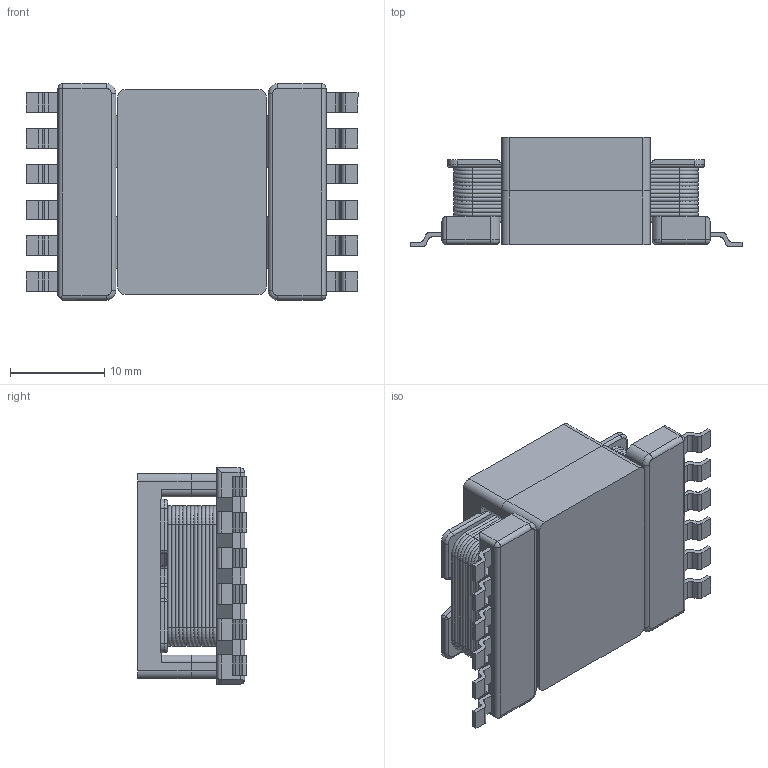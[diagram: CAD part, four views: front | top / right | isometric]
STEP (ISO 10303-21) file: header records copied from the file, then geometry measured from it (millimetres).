
FILE_DESCRIPTION(/* description */ (''),/* implementation_level */ '2;1');
FILE_NAME(/* name */ '55230845-2 Assembly.stp',/* time_stamp */ '2024-03-26T13:48:38+01:00',/* author */ ('mt'),/* organization */ (''),/* preprocessor_version */ 'ST-DEVELOPER v20',/* originating_system */ 'Autodesk Inventor 2024',/* authorisation */ '');
FILE_SCHEMA (('CONFIG_CONTROL_DESIGN'));
Length unit declared in the file: millimetre
Products named in the file (5): 55230845-2 Assembly; 55230845-2; Kerne E22-6-16; Kerne E22-6-16_1; Tråd E22-6-16
Assembly tree (4 placements, depth 2):
  55230845-2 Assembly
    55230845-2
    Kerne E22-6-16
    Kerne E22-6-16_1
    Tråd E22-6-16
Bounding box: 35.3 x 11.62 x 23 mm (x, y, z)
Volume: 5437.7 mm3; surface area: 6649.6 mm2
Topology: 26 solids, 26 shells, 632 faces, 1575 edges, 995 vertices
Faces by surface type: plane 313, cylinder 200, torus 68, bspline 44, sphere 7
Entity records: 19260 total; most frequent: CARTESIAN_POINT 3763, DIRECTION 3162, ORIENTED_EDGE 3150, EDGE_CURVE 1575, AXIS2_PLACEMENT_3D 1070, LINE 1022, VECTOR 1022, VERTEX_POINT 995
